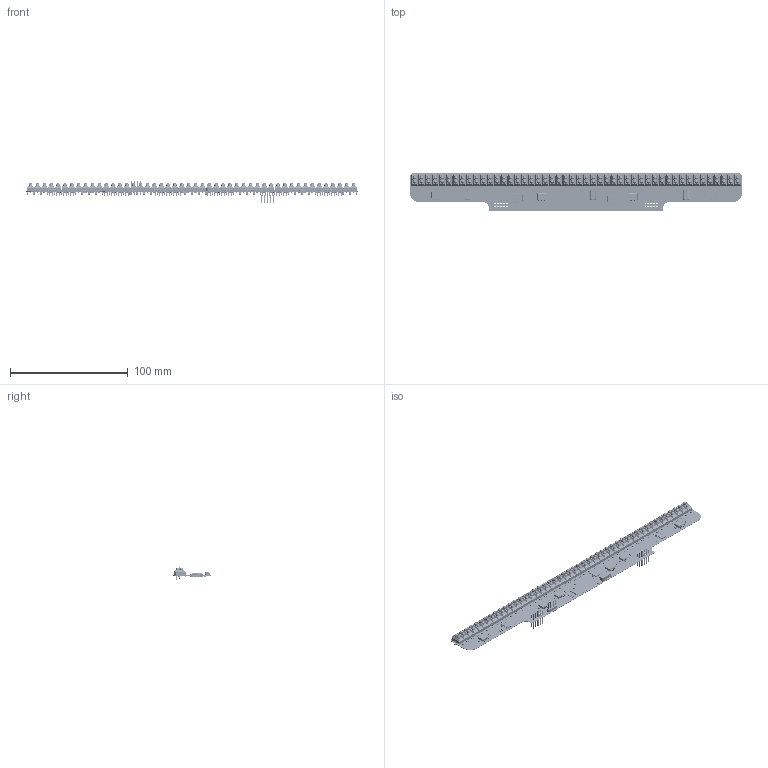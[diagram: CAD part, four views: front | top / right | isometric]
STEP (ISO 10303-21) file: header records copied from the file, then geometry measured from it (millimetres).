
FILE_DESCRIPTION(('Open CASCADE Model'),'2;1');
FILE_NAME('Open CASCADE Shape Model','2020-03-19T19:18:47',('Author'),( 'Open CASCADE'),'Open CASCADE STEP processor 6.8','Open CASCADE 6.8' ,'Unknown');
FILE_SCHEMA(('AUTOMOTIVE_DESIGN { 1 0 10303 214 1 1 1 1 }'));
Length unit declared in the file: millimetre
Products named in the file (242): PCB; Board; Open CASCADE STEP translator 6.8 1.1.1; C3; 6087943216; Extruded; 6087942816; R13; 0805RES; R12; R11; R10; R9; R8; R7; R5; 1; TCRT5000; LEDs; Metal_Contacts; Open CASCADE STEP translator 6.8 1.11.1.3; ADC6; User_Library-IPC_SO; ADC5; ADC4; ADC3; ADC2; ADC1; R6; C4; OPTO3; User_Library-User_Library-TSSOP-24; OPTO2; OPTO1; R3; RES_0805; C7; 6087939696; 6087939456; PanelLink2 ...
Assembly tree (527 placements, depth 4):
  PCB
    Board
      Open CASCADE STEP translator 6.8 1.1.1
    C3
      6087943216
        Extruded
      6087942816  x2
        Extruded
    R13
      0805RES
    R12
      0805RES
    R11
      0805RES
    R10
      0805RES
    R9
      0805RES
    R8
      0805RES
    R7
      0805RES
    R5
      0805RES
    1
      TCRT5000
        LEDs
        Metal_Contacts
        Open CASCADE STEP translator 6.8 1.11.1.3
    ADC6
      User_Library-IPC_SO
    ADC5
      User_Library-IPC_SO
    ADC4
      User_Library-IPC_SO
    ADC3
      User_Library-IPC_SO
    ADC2
      User_Library-IPC_SO
    ADC1
      User_Library-IPC_SO
    R6
      0805RES
    R6
      0805RES
    R6
      0805RES
    R6
      0805RES
    R6
      0805RES
    R6
      0805RES
    C4
      6087942816  x2
        Extruded
      6087943216
        Extruded
    C4
      6087942816  x2
Bounding box: 282.3 x 31.89 x 17.95 mm (x, y, z)
Volume: 16130.1 mm3; surface area: 37953.6 mm2
Topology: 866 solids, 866 shells, 21287 faces, 54996 edges, 35890 vertices
Faces by surface type: plane 15584, bspline 3411, cylinder 2088, sphere 156, cone 48
Full cylindrical faces by diameter (mm): 0.9 x48, 1 x240, 1.1 x24, 2.796 x96
Entity records: 64701 total; most frequent: CARTESIAN_POINT 13461, DIRECTION 8718, ORIENTED_EDGE 8408, EDGE_CURVE 4204, AXIS2_PLACEMENT_3D 2954, LINE 2810, VECTOR 2810, VERTEX_POINT 2713
